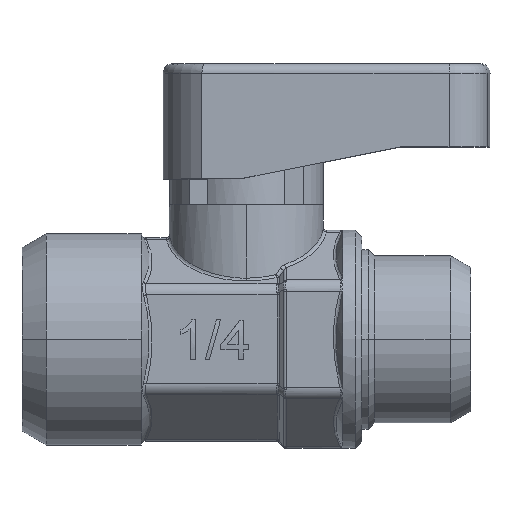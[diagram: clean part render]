
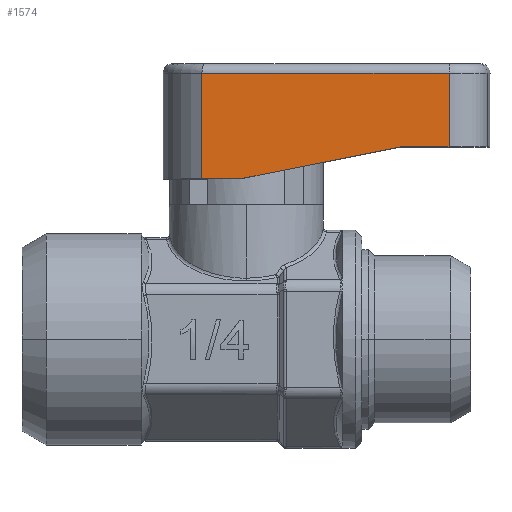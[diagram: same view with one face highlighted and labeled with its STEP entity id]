
A CAD part, top view. The second image highlights one B-rep face of the part: STEP entity #1574.
In plain terms, the highlighted planar face has unit normal (0, 0, 1).
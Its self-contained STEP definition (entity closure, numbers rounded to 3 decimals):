
#1574 = ADVANCED_FACE ( 'NONE', ( #20641 ), #12514, .T. ) ;
#2279 = AXIS2_PLACEMENT_3D ( 'NONE', #12512, #12516, #12517 ) ;
#9161 = CARTESIAN_POINT ( 'NONE',  ( 20.984, 20.75, 5.5 ) ) ;
#9162 = CARTESIAN_POINT ( 'NONE',  ( 20.984, 15., 5.5 ) ) ;
#9163 = CARTESIAN_POINT ( 'NONE',  ( 1.716, 20.75, 5.5 ) ) ;
#9164 = CARTESIAN_POINT ( 'NONE',  ( 1.716, 12.5, 5.5 ) ) ;
#9166 = CARTESIAN_POINT ( 'NONE',  ( 4.68, 12.5, 5.5 ) ) ;
#9167 = CARTESIAN_POINT ( 'NONE',  ( 17.18, 15., 5.5 ) ) ;
#11877 = ORIENTED_EDGE ( 'NONE', *, *, #13913, .T. ) ;
#11878 = ORIENTED_EDGE ( 'NONE', *, *, #13915, .T. ) ;
#11879 = ORIENTED_EDGE ( 'NONE', *, *, #13916, .F. ) ;
#11880 = ORIENTED_EDGE ( 'NONE', *, *, #13917, .T. ) ;
#11881 = ORIENTED_EDGE ( 'NONE', *, *, #13918, .T. ) ;
#11882 = ORIENTED_EDGE ( 'NONE', *, *, #13919, .T. ) ;
#12512 = CARTESIAN_POINT ( 'NONE',  ( 1.716, 12.5, 5.5 ) ) ;
#12514 = PLANE ( 'NONE',  #2279 ) ;
#12516 = DIRECTION ( 'NONE',  ( 0., 0., 1. ) ) ;
#12517 = DIRECTION ( 'NONE',  ( 1., 0., 0. ) ) ;
#12733 = LINE ( 'NONE', #13117, #12735 ) ;
#12734 = LINE ( 'NONE', #13127, #12742 ) ;
#12735 = VECTOR ( 'NONE', #13118, 1000. ) ;
#12736 = LINE ( 'NONE', #13126, #12738 ) ;
#12737 = LINE ( 'NONE', #13131, #12740 ) ;
#12738 = VECTOR ( 'NONE', #13122, 1000. ) ;
#12740 = VECTOR ( 'NONE', #13132, 1000. ) ;
#12741 = LINE ( 'NONE', #13134, #12744 ) ;
#12742 = VECTOR ( 'NONE', #13133, 1000. ) ;
#12743 = LINE ( 'NONE', #13136, #12746 ) ;
#12744 = VECTOR ( 'NONE', #13135, 1000. ) ;
#12746 = VECTOR ( 'NONE', #13137, 1000. ) ;
#13117 = CARTESIAN_POINT ( 'NONE',  ( 20.984, 12.5, 5.5 ) ) ;
#13118 = DIRECTION ( 'NONE',  ( 0., 1., 0. ) ) ;
#13122 = DIRECTION ( 'NONE',  ( -1., 0., 0. ) ) ;
#13126 = CARTESIAN_POINT ( 'NONE',  ( 1.716, 20.75, 5.5 ) ) ;
#13127 = CARTESIAN_POINT ( 'NONE',  ( 1.716, 12.5, 5.5 ) ) ;
#13131 = CARTESIAN_POINT ( 'NONE',  ( 1.716, 12.5, 5.5 ) ) ;
#13132 = DIRECTION ( 'NONE',  ( 0., 1., 0. ) ) ;
#13133 = DIRECTION ( 'NONE',  ( 1., 0., 0. ) ) ;
#13134 = CARTESIAN_POINT ( 'NONE',  ( 17.18, 15., 5.5 ) ) ;
#13135 = DIRECTION ( 'NONE',  ( 0.981, 0.196, 0. ) ) ;
#13136 = CARTESIAN_POINT ( 'NONE',  ( 24.18, 15., 5.5 ) ) ;
#13137 = DIRECTION ( 'NONE',  ( 1., 0., 0. ) ) ;
#13631 = VERTEX_POINT ( 'NONE', #9161 ) ;
#13632 = VERTEX_POINT ( 'NONE', #9162 ) ;
#13633 = VERTEX_POINT ( 'NONE', #9163 ) ;
#13634 = VERTEX_POINT ( 'NONE', #9164 ) ;
#13636 = VERTEX_POINT ( 'NONE', #9166 ) ;
#13637 = VERTEX_POINT ( 'NONE', #9167 ) ;
#13913 = EDGE_CURVE ( 'NONE', #13632, #13631, #12733, .T. ) ;
#13915 = EDGE_CURVE ( 'NONE', #13631, #13633, #12736, .T. ) ;
#13916 = EDGE_CURVE ( 'NONE', #13634, #13633, #12737, .T. ) ;
#13917 = EDGE_CURVE ( 'NONE', #13634, #13636, #12734, .T. ) ;
#13918 = EDGE_CURVE ( 'NONE', #13636, #13637, #12741, .T. ) ;
#13919 = EDGE_CURVE ( 'NONE', #13637, #13632, #12743, .T. ) ;
#16467 = EDGE_LOOP ( 'NONE', ( #11877, #11878, #11879, #11880, #11881, #11882 ) ) ;
#20641 = FACE_OUTER_BOUND ( 'NONE', #16467, .T. ) ;
